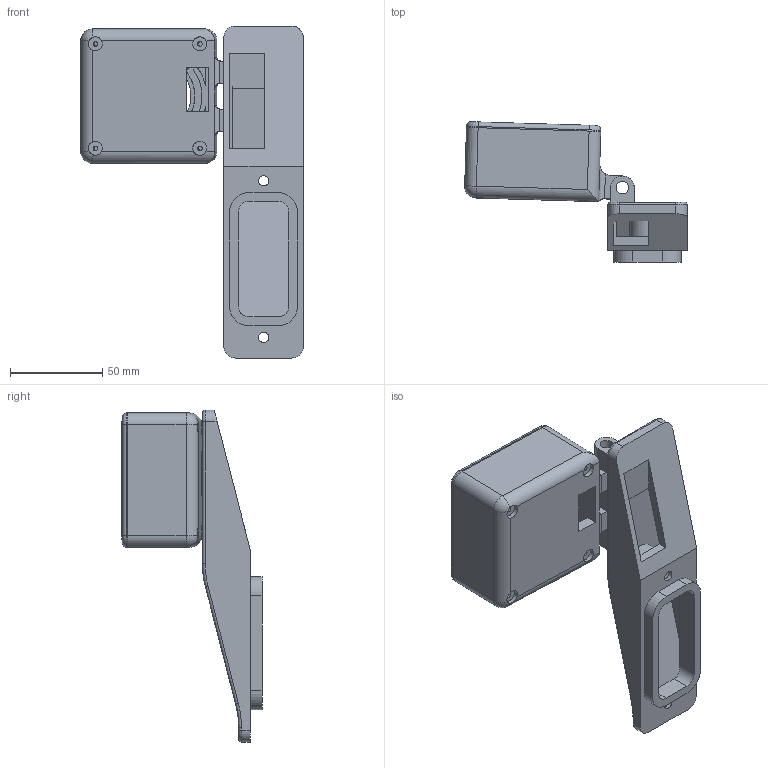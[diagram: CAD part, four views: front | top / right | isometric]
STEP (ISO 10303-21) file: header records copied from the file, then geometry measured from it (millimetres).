
FILE_DESCRIPTION(/* description */ (''),/* implementation_level */ '2;1');
FILE_NAME(/* name */ 'Plug Mount Assy.stp',/* time_stamp */ '2019-05-29T15:31:18-05:00',/* author */ ('jossta01'),/* organization */ (''),/* preprocessor_version */ 'ST-DEVELOPER v17',/* originating_system */ 'Autodesk Inventor 2019',/* authorisation */ '');
FILE_SCHEMA (('AUTOMOTIVE_DESIGN { 1 0 10303 214 3 1 1 }'));
Length unit declared in the file: inch
Products named in the file (4): Plug Mount Assy; Joystick Box; Plug Mount; Joystick Lid
Assembly tree (3 placements, depth 2):
  Plug Mount Assy
    Joystick Box
    Plug Mount
    Joystick Lid
Bounding box: 120.98 x 76.11 x 180.4 mm (x, y, z)
Volume: 171666.4 mm3; surface area: 84810.1 mm2
Topology: 3 solids, 3 shells, 220 faces, 603 edges, 389 vertices
Faces by surface type: plane 113, cylinder 89, torus 12, cone 4, sphere 2
Full cylindrical faces by diameter (mm): 2.159 x4, 2.54 x8, 3.81 x4, 5.588 x2, 6.858 x3, 6.985 x2, 7.62 x4, 9.652 x2, 19.177 x1, 38.1 x1, 42.418 x1, 50.038 x1
Entity records: 7458 total; most frequent: CARTESIAN_POINT 1463, DIRECTION 1272, ORIENTED_EDGE 1204, EDGE_CURVE 602, AXIS2_PLACEMENT_3D 465, VERTEX_POINT 388, LINE 342, VECTOR 342
